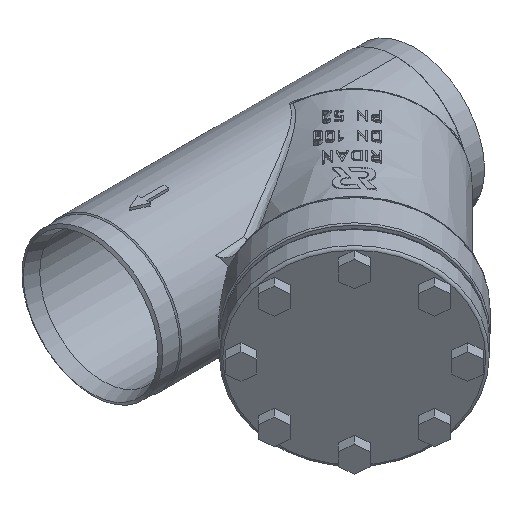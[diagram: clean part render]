
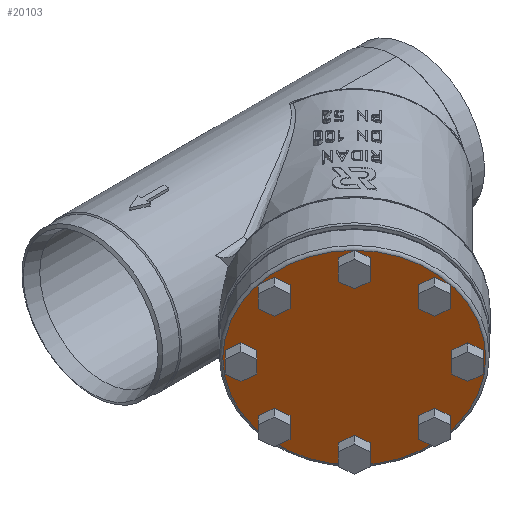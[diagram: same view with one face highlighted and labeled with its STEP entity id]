
A CAD part, isometric view. The second image highlights one B-rep face of the part: STEP entity #20103.
In plain terms, the highlighted face is planar.
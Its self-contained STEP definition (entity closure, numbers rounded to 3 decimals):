
#19622=CARTESIAN_POINT('',(-6.,-65.04,20.));
#19623=VERTEX_POINT('',#19622);
#19647=CARTESIAN_POINT('',(-0.,-59.04,20.));
#19648=VERTEX_POINT('',#19647);
#19649=CARTESIAN_POINT('',(-0.,-65.04,20.));
#19650=DIRECTION('',(0.,-0.,1.));
#19651=DIRECTION('',(0.,1.,0.));
#19652=AXIS2_PLACEMENT_3D('',#19649,#19650,#19651);
#19653=CIRCLE('',#19652,6.);
#19654=EDGE_CURVE('',#19623,#19648,#19653,.T.);
#19656=CARTESIAN_POINT('',(-0.,-65.04,20.));
#19657=DIRECTION('',(0.,-0.,1.));
#19658=DIRECTION('',(0.,1.,0.));
#19659=AXIS2_PLACEMENT_3D('',#19656,#19657,#19658);
#19660=CIRCLE('',#19659,6.);
#19661=EDGE_CURVE('',#19648,#19623,#19660,.T.);
#19673=CARTESIAN_POINT('',(-51.99,-45.99,20.));
#19674=VERTEX_POINT('',#19673);
#19698=CARTESIAN_POINT('',(-41.748,-41.748,20.));
#19699=VERTEX_POINT('',#19698);
#19700=CARTESIAN_POINT('',(-45.99,-45.99,20.));
#19701=DIRECTION('',(0.,-0.,1.));
#19702=DIRECTION('',(0.707,0.707,0.));
#19703=AXIS2_PLACEMENT_3D('',#19700,#19701,#19702);
#19704=CIRCLE('',#19703,6.);
#19705=EDGE_CURVE('',#19674,#19699,#19704,.T.);
#19707=CARTESIAN_POINT('',(-45.99,-45.99,20.));
#19708=DIRECTION('',(0.,-0.,1.));
#19709=DIRECTION('',(0.707,0.707,0.));
#19710=AXIS2_PLACEMENT_3D('',#19707,#19708,#19709);
#19711=CIRCLE('',#19710,6.);
#19712=EDGE_CURVE('',#19699,#19674,#19711,.T.);
#19724=CARTESIAN_POINT('',(-71.04,0.,20.));
#19725=VERTEX_POINT('',#19724);
#19749=CARTESIAN_POINT('',(-59.04,0.,20.));
#19750=VERTEX_POINT('',#19749);
#19751=CARTESIAN_POINT('',(-65.04,0.,20.));
#19752=DIRECTION('',(0.,0.,1.));
#19753=DIRECTION('',(1.,-0.,0.));
#19754=AXIS2_PLACEMENT_3D('',#19751,#19752,#19753);
#19755=CIRCLE('',#19754,6.);
#19756=EDGE_CURVE('',#19725,#19750,#19755,.T.);
#19758=CARTESIAN_POINT('',(-65.04,0.,20.));
#19759=DIRECTION('',(0.,0.,1.));
#19760=DIRECTION('',(1.,-0.,0.));
#19761=AXIS2_PLACEMENT_3D('',#19758,#19759,#19760);
#19762=CIRCLE('',#19761,6.);
#19763=EDGE_CURVE('',#19750,#19725,#19762,.T.);
#19775=CARTESIAN_POINT('',(-51.99,45.99,20.));
#19776=VERTEX_POINT('',#19775);
#19800=CARTESIAN_POINT('',(-41.748,41.748,20.));
#19801=VERTEX_POINT('',#19800);
#19802=CARTESIAN_POINT('',(-45.99,45.99,20.));
#19803=DIRECTION('',(0.,0.,1.));
#19804=DIRECTION('',(0.707,-0.707,0.));
#19805=AXIS2_PLACEMENT_3D('',#19802,#19803,#19804);
#19806=CIRCLE('',#19805,6.);
#19807=EDGE_CURVE('',#19776,#19801,#19806,.T.);
#19809=CARTESIAN_POINT('',(-45.99,45.99,20.));
#19810=DIRECTION('',(0.,0.,1.));
#19811=DIRECTION('',(0.707,-0.707,0.));
#19812=AXIS2_PLACEMENT_3D('',#19809,#19810,#19811);
#19813=CIRCLE('',#19812,6.);
#19814=EDGE_CURVE('',#19801,#19776,#19813,.T.);
#19826=CARTESIAN_POINT('',(-6.,65.04,20.));
#19827=VERTEX_POINT('',#19826);
#19851=CARTESIAN_POINT('',(0.,59.04,20.));
#19852=VERTEX_POINT('',#19851);
#19853=CARTESIAN_POINT('',(0.,65.04,20.));
#19854=DIRECTION('',(0.,0.,1.));
#19855=DIRECTION('',(-0.,-1.,0.));
#19856=AXIS2_PLACEMENT_3D('',#19853,#19854,#19855);
#19857=CIRCLE('',#19856,6.);
#19858=EDGE_CURVE('',#19827,#19852,#19857,.T.);
#19860=CARTESIAN_POINT('',(0.,65.04,20.));
#19861=DIRECTION('',(0.,0.,1.));
#19862=DIRECTION('',(-0.,-1.,0.));
#19863=AXIS2_PLACEMENT_3D('',#19860,#19861,#19862);
#19864=CIRCLE('',#19863,6.);
#19865=EDGE_CURVE('',#19852,#19827,#19864,.T.);
#19877=CARTESIAN_POINT('',(39.99,45.99,20.));
#19878=VERTEX_POINT('',#19877);
#19902=CARTESIAN_POINT('',(41.748,41.748,20.));
#19903=VERTEX_POINT('',#19902);
#19904=CARTESIAN_POINT('',(45.99,45.99,20.));
#19905=DIRECTION('',(0.,0.,1.));
#19906=DIRECTION('',(-0.707,-0.707,0.));
#19907=AXIS2_PLACEMENT_3D('',#19904,#19905,#19906);
#19908=CIRCLE('',#19907,6.);
#19909=EDGE_CURVE('',#19878,#19903,#19908,.T.);
#19911=CARTESIAN_POINT('',(45.99,45.99,20.));
#19912=DIRECTION('',(0.,0.,1.));
#19913=DIRECTION('',(-0.707,-0.707,0.));
#19914=AXIS2_PLACEMENT_3D('',#19911,#19912,#19913);
#19915=CIRCLE('',#19914,6.);
#19916=EDGE_CURVE('',#19903,#19878,#19915,.T.);
#19928=CARTESIAN_POINT('',(59.04,0.,20.));
#19929=VERTEX_POINT('',#19928);
#19944=CARTESIAN_POINT('',(65.04,0.,20.));
#19945=DIRECTION('',(0.,0.,1.));
#19946=DIRECTION('',(-1.,0.,0.));
#19947=AXIS2_PLACEMENT_3D('',#19944,#19945,#19946);
#19948=CIRCLE('',#19947,6.);
#19949=EDGE_CURVE('',#19929,#19929,#19948,.T.);
#20012=CARTESIAN_POINT('',(39.99,-45.99,20.));
#20013=VERTEX_POINT('',#20012);
#20037=CARTESIAN_POINT('',(41.748,-41.748,20.));
#20038=VERTEX_POINT('',#20037);
#20039=CARTESIAN_POINT('',(45.99,-45.99,20.));
#20040=DIRECTION('',(0.,0.,1.));
#20041=DIRECTION('',(-0.707,0.707,0.));
#20042=AXIS2_PLACEMENT_3D('',#20039,#20040,#20041);
#20043=CIRCLE('',#20042,6.);
#20044=EDGE_CURVE('',#20013,#20038,#20043,.T.);
#20046=CARTESIAN_POINT('',(45.99,-45.99,20.));
#20047=DIRECTION('',(0.,0.,1.));
#20048=DIRECTION('',(-0.707,0.707,0.));
#20049=AXIS2_PLACEMENT_3D('',#20046,#20047,#20048);
#20050=CIRCLE('',#20049,6.);
#20051=EDGE_CURVE('',#20038,#20013,#20050,.T.);
#20056=CARTESIAN_POINT('',(0.,0.,20.));
#20057=DIRECTION('',(0.,0.,1.));
#20058=DIRECTION('',(-1.,0.,0.));
#20059=AXIS2_PLACEMENT_3D('',#20056,#20057,#20058);
#20060=PLANE('',#20059);
#20061=CARTESIAN_POINT('',(75.5,-0.,20.));
#20062=VERTEX_POINT('',#20061);
#20063=CARTESIAN_POINT('',(0.,0.,20.));
#20064=DIRECTION('',(0.,0.,1.));
#20065=DIRECTION('',(1.,0.,-0.));
#20066=AXIS2_PLACEMENT_3D('',#20063,#20064,#20065);
#20067=CIRCLE('',#20066,75.5);
#20068=EDGE_CURVE('',#20062,#20062,#20067,.T.);
#20069=ORIENTED_EDGE('',*,*,#20068,.T.);
#20070=EDGE_LOOP('',(#20069));
#20071=FACE_BOUND('',#20070,.T.);
#20072=ORIENTED_EDGE('',*,*,#19949,.F.);
#20073=EDGE_LOOP('',(#20072));
#20074=FACE_BOUND('',#20073,.T.);
#20075=ORIENTED_EDGE('',*,*,#19909,.F.);
#20076=ORIENTED_EDGE('',*,*,#19916,.F.);
#20077=EDGE_LOOP('',(#20075,#20076));
#20078=FACE_BOUND('',#20077,.T.);
#20079=ORIENTED_EDGE('',*,*,#19858,.F.);
#20080=ORIENTED_EDGE('',*,*,#19865,.F.);
#20081=EDGE_LOOP('',(#20079,#20080));
#20082=FACE_BOUND('',#20081,.T.);
#20083=ORIENTED_EDGE('',*,*,#19807,.F.);
#20084=ORIENTED_EDGE('',*,*,#19814,.F.);
#20085=EDGE_LOOP('',(#20083,#20084));
#20086=FACE_BOUND('',#20085,.T.);
#20087=ORIENTED_EDGE('',*,*,#19756,.F.);
#20088=ORIENTED_EDGE('',*,*,#19763,.F.);
#20089=EDGE_LOOP('',(#20087,#20088));
#20090=FACE_BOUND('',#20089,.T.);
#20091=ORIENTED_EDGE('',*,*,#19705,.F.);
#20092=ORIENTED_EDGE('',*,*,#19712,.F.);
#20093=EDGE_LOOP('',(#20091,#20092));
#20094=FACE_BOUND('',#20093,.T.);
#20095=ORIENTED_EDGE('',*,*,#19654,.F.);
#20096=ORIENTED_EDGE('',*,*,#19661,.F.);
#20097=EDGE_LOOP('',(#20095,#20096));
#20098=FACE_BOUND('',#20097,.T.);
#20099=ORIENTED_EDGE('',*,*,#20044,.F.);
#20100=ORIENTED_EDGE('',*,*,#20051,.F.);
#20101=EDGE_LOOP('',(#20099,#20100));
#20102=FACE_BOUND('',#20101,.T.);
#20103=ADVANCED_FACE('',(#20071,#20074,#20078,#20082,#20086,#20090,#20094,#20098,#20102),#20060,.T.);
